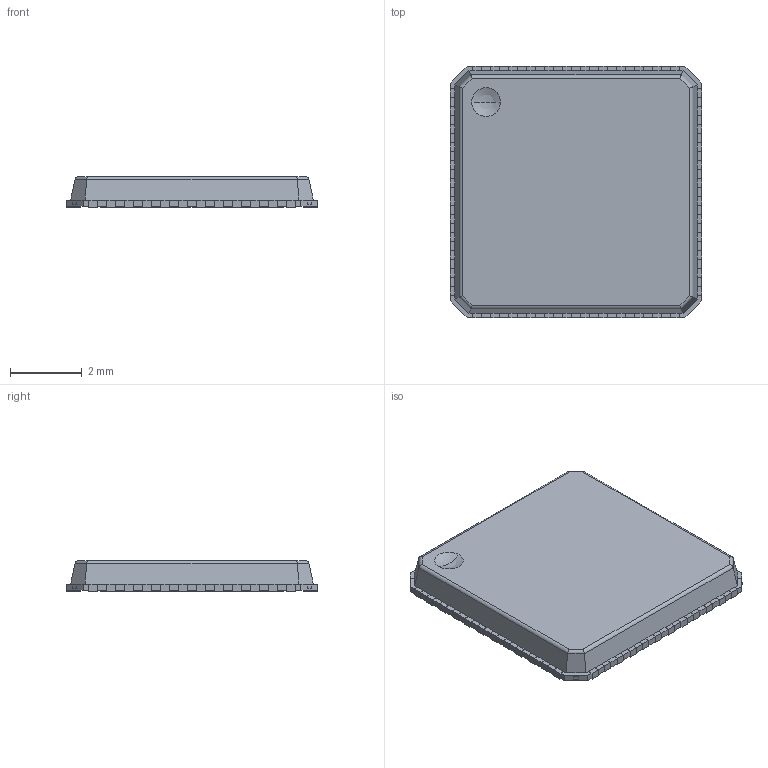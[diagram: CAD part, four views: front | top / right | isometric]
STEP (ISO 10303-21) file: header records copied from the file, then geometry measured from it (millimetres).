
FILE_DESCRIPTION((''),'2;1');
FILE_NAME('RTC0048A_ASM','2021-10-12T07:31:11',('a0412086'),(''),'CREO PARAMETRIC BY PTC INC, 2018500','CREO PARAMETRIC BY PTC INC, 2018500','');
FILE_SCHEMA(('CONFIG_CONTROL_DESIGN','SHAPE_APPEARANCE_LAYERS_GROUPS'));
Length unit declared in the file: millimetre
Products named in the file (3): BODY-QFN-PUNCH; FRAME; RTC0048A_ASM
Assembly tree (2 placements, depth 2):
  RTC0048A_ASM
    BODY-QFN-PUNCH
    FRAME
Bounding box: 7 x 7 x 0.85 mm (x, y, z)
Volume: 37.4 mm3; surface area: 195.5 mm2
Topology: 54 solids, 54 shells, 671 faces, 1570 edges, 1011 vertices
Faces by surface type: plane 555, cylinder 114, sphere 2
Entity records: 24313 total; most frequent: CARTESIAN_POINT 3303, ORIENTED_EDGE 3136, DIRECTION 3128, PRESENTATION_STYLE_ASSIGNMENT 1674, STYLED_ITEM 1622, CURVE_STYLE 1568, EDGE_CURVE 1568, VECTOR 1344
